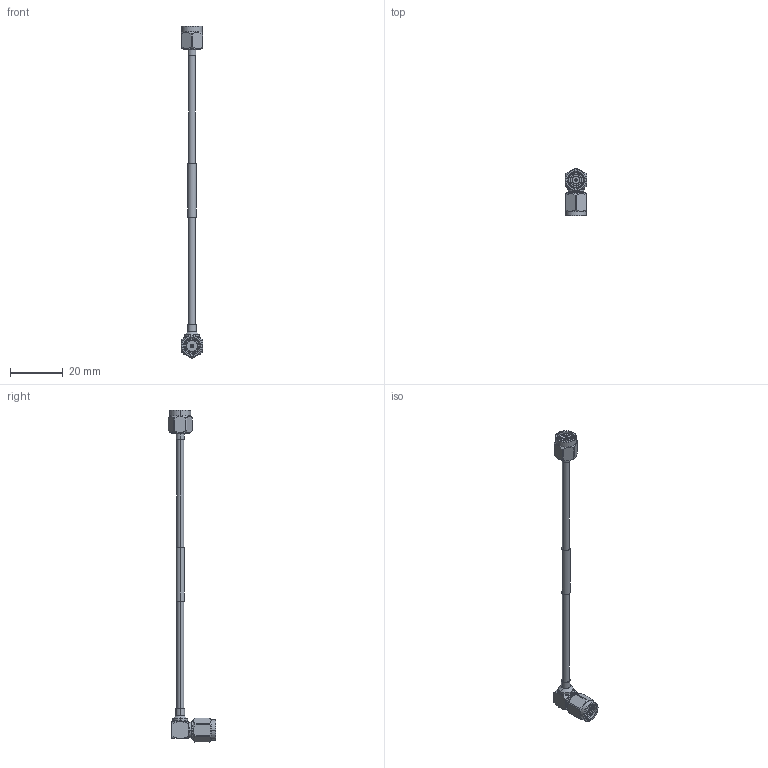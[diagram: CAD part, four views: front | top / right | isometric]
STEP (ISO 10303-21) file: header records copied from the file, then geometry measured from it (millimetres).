
FILE_DESCRIPTION (( 'STEP AP214' ), '1' );
FILE_NAME ('FMC0204085_3D.step', '2025-07-03T19:26:37', ( '' ), ( '' ), 'SwSTEP 2.0', 'SolidWorks 2022', '' );
FILE_SCHEMA (( 'AUTOMOTIVE_DESIGN' ));
Length unit declared in the file: inch
Products named in the file (4): Copy of Coax Cable 1^FMC0204085_FM-F086; SC7027_3D^FMC0204085; FMC0204085_3D; SC3020_3D^FMC0204085
Assembly tree (3 placements, depth 2):
  FMC0204085_3D
    SC3020_3D^FMC0204085
    SC7027_3D^FMC0204085
    Copy of Coax Cable 1^FMC0204085_FM-F086
Bounding box: 8 x 17.84 x 125.34 mm (x, y, z)
Volume: 1625.2 mm3; surface area: 2700.5 mm2
Topology: 9 solids, 9 shells, 440 faces, 1135 edges, 734 vertices
Faces by surface type: plane 157, cylinder 154, cone 115, torus 8, bspline 6
Entity records: 16698 total; most frequent: CARTESIAN_POINT 5796, ORIENTED_EDGE 2270, DIRECTION 2192, EDGE_CURVE 1135, AXIS2_PLACEMENT_3D 830, VERTEX_POINT 734, VECTOR 532, LINE 532
